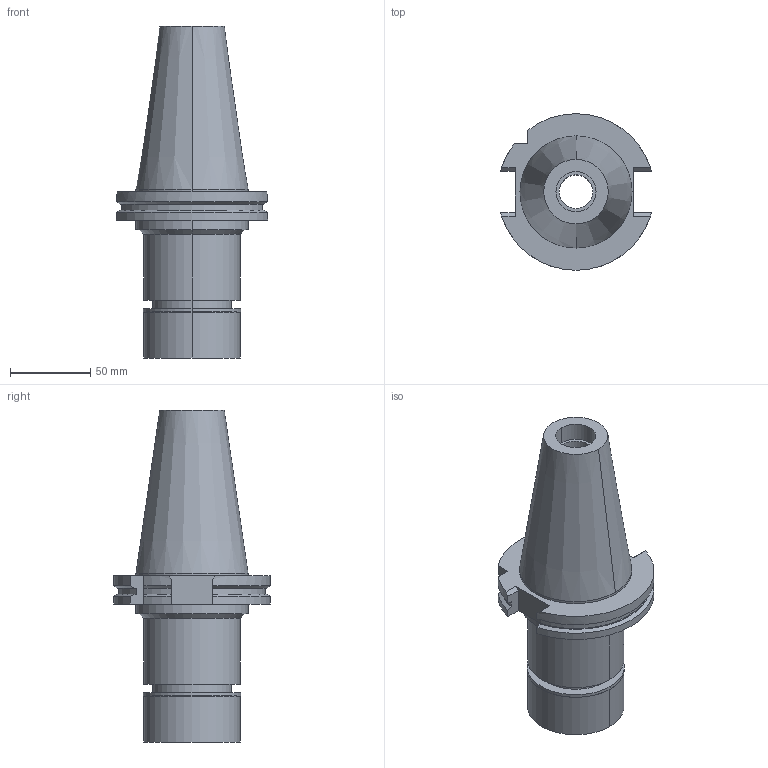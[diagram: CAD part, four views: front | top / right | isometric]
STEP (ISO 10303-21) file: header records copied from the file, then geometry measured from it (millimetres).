
FILE_DESCRIPTION((''),'2;1');
FILE_NAME('BV50MN25105-254_ASM','2018-03-12T',('ykawabe'),(''),'CREO PARAMETRIC BY PTC INC, 2016380','CREO PARAMETRIC BY PTC INC, 2016380','');
FILE_SCHEMA(('AUTOMOTIVE_DESIGN { 1 0 10303 214 1 1 1 1 }'));
Length unit declared in the file: millimetre
Products named in the file (5): BDV50-MEGA25N-105_1; NBC25-25_4_1; MGN25_1; DXF_TEMP_ASSY_ASM_4_ASM; BV50MN25105-254_ASM
Assembly tree (4 placements, depth 3):
  BV50MN25105-254_ASM
    DXF_TEMP_ASSY_ASM_4_ASM
      BDV50-MEGA25N-105_1
      NBC25-25_4_1
      MGN25_1
Bounding box: 94.05 x 97.5 x 206.75 mm (x, y, z)
Volume: 512223 mm3; surface area: 88939 mm2
Topology: 3 solids, 3 shells, 107 faces, 261 edges, 176 vertices
Faces by surface type: cylinder 47, plane 40, cone 20
Entity records: 4745 total; most frequent: CARTESIAN_POINT 639, DIRECTION 639, ORIENTED_EDGE 522, PRESENTATION_STYLE_ASSIGNMENT 269, STYLED_ITEM 269, CURVE_STYLE 266, AXIS2_PLACEMENT_3D 264, EDGE_CURVE 261
